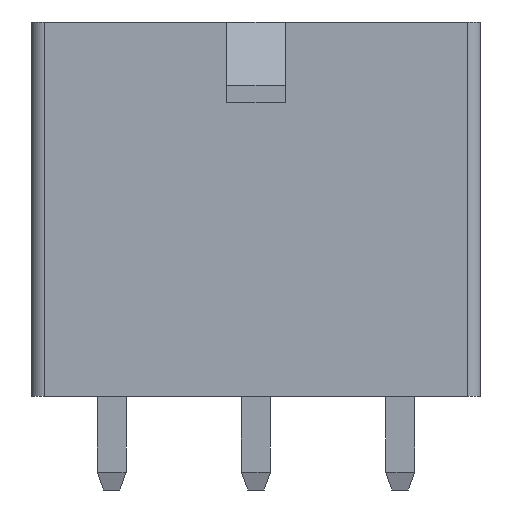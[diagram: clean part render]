
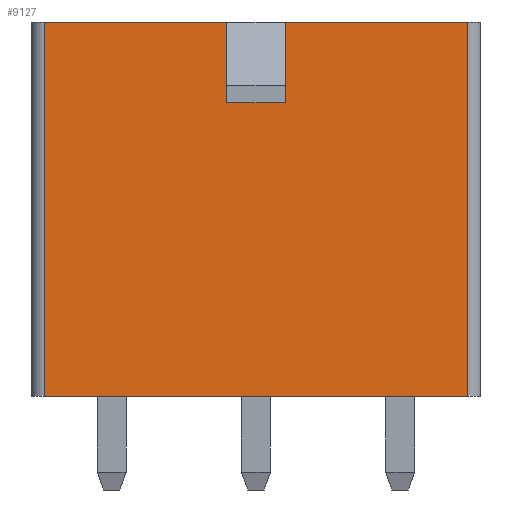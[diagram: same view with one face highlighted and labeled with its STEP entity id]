
A CAD part, front view. The second image highlights one B-rep face of the part: STEP entity #9127.
In plain terms, the highlighted face is planar.
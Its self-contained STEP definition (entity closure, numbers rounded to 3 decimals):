
#509=ORIENTED_EDGE('',*,*,#2243,.T.);
#510=ORIENTED_EDGE('',*,*,#2132,.T.);
#511=ORIENTED_EDGE('',*,*,#2244,.F.);
#512=ORIENTED_EDGE('',*,*,#2145,.F.);
#513=ORIENTED_EDGE('',*,*,#2154,.F.);
#514=ORIENTED_EDGE('',*,*,#2149,.T.);
#515=ORIENTED_EDGE('',*,*,#2245,.F.);
#516=ORIENTED_EDGE('',*,*,#2142,.F.);
#2132=EDGE_CURVE('',#3007,#3010,#3633,.T.);
#2142=EDGE_CURVE('',#3020,#3021,#3638,.T.);
#2145=EDGE_CURVE('',#3023,#3024,#3640,.T.);
#2149=EDGE_CURVE('',#3027,#3028,#3644,.T.);
#2154=EDGE_CURVE('',#3027,#3023,#3649,.T.);
#2243=EDGE_CURVE('',#3020,#3007,#3738,.T.);
#2244=EDGE_CURVE('',#3024,#3010,#3739,.T.);
#2245=EDGE_CURVE('',#3021,#3028,#3740,.T.);
#3007=VERTEX_POINT('',#11919);
#3010=VERTEX_POINT('',#11924);
#3020=VERTEX_POINT('',#11947);
#3021=VERTEX_POINT('',#11949);
#3023=VERTEX_POINT('',#11955);
#3024=VERTEX_POINT('',#11956);
#3027=VERTEX_POINT('',#11964);
#3028=VERTEX_POINT('',#11965);
#3633=LINE('',#11925,#4508);
#3638=LINE('',#11948,#4513);
#3640=LINE('',#11954,#4515);
#3644=LINE('',#11963,#4519);
#3649=LINE('',#11973,#4524);
#3738=LINE('',#12149,#4613);
#3739=LINE('',#12150,#4614);
#3740=LINE('',#12151,#4615);
#4508=VECTOR('',#10135,1000.);
#4513=VECTOR('',#10156,1000.);
#4515=VECTOR('',#10162,1000.);
#4519=VECTOR('',#10168,1000.);
#4524=VECTOR('',#10175,1000.);
#4613=VECTOR('',#10330,1000.);
#4614=VECTOR('',#10331,1000.);
#4615=VECTOR('',#10332,1000.);
#5323=EDGE_LOOP('',(#509,#510,#511,#512,#513,#514,#515,#516));
#5730=FACE_BOUND('',#5323,.T.);
#6130=PLANE('',#9525);
#9127=ADVANCED_FACE('',(#5730),#6130,.T.);
#9525=AXIS2_PLACEMENT_3D('',#12148,#10328,#10329);
#10135=DIRECTION('',(0.,-1.,0.));
#10156=DIRECTION('',(0.,-1.,0.));
#10162=DIRECTION('',(0.,-1.,0.));
#10168=DIRECTION('',(0.,-1.,0.));
#10175=DIRECTION('',(-1.,0.,0.));
#10328=DIRECTION('',(0.,0.,1.));
#10329=DIRECTION('',(1.,0.,0.));
#10330=DIRECTION('',(-1.,0.,0.));
#10331=DIRECTION('',(-1.,0.,0.));
#10332=DIRECTION('',(-1.,0.,0.));
#11919=CARTESIAN_POINT('',(-8.375,14.8,6.24));
#11924=CARTESIAN_POINT('',(-8.375,0.,6.24));
#11925=CARTESIAN_POINT('',(-8.375,14.8,6.24));
#11947=CARTESIAN_POINT('',(8.375,14.8,6.24));
#11948=CARTESIAN_POINT('',(8.375,14.8,6.24));
#11949=CARTESIAN_POINT('',(8.375,0.,6.24));
#11954=CARTESIAN_POINT('',(-1.15,0.,6.24));
#11955=CARTESIAN_POINT('',(-1.15,3.,6.24));
#11956=CARTESIAN_POINT('',(-1.15,0.,6.24));
#11963=CARTESIAN_POINT('',(1.15,0.,6.24));
#11964=CARTESIAN_POINT('',(1.15,3.,6.24));
#11965=CARTESIAN_POINT('',(1.15,0.,6.24));
#11973=CARTESIAN_POINT('',(1.15,3.,6.24));
#12148=CARTESIAN_POINT('',(8.875,14.8,6.24));
#12149=CARTESIAN_POINT('',(8.875,14.8,6.24));
#12150=CARTESIAN_POINT('',(8.875,0.,6.24));
#12151=CARTESIAN_POINT('',(8.875,0.,6.24));
